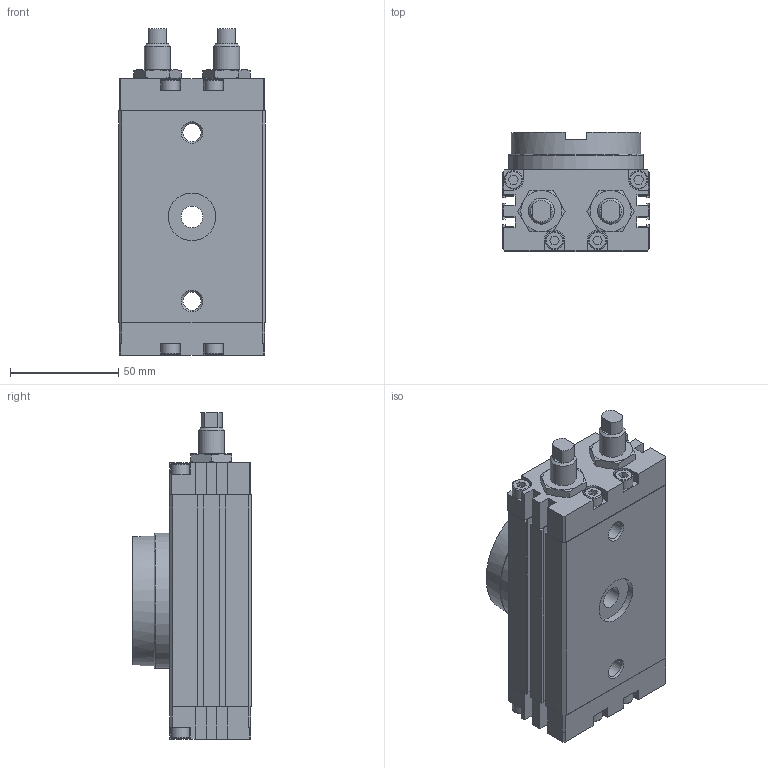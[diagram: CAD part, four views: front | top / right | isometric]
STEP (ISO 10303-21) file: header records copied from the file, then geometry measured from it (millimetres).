
FILE_DESCRIPTION( ( 'STEP AP203' ), '1' );
FILE_NAME( 'MCRB-20-G(0).stp', '2020-07-14T14:28:00', ( 'License CC BY-ND 4.0' ), ( 'CADENAS' ), ' ', 'PARTsolutions', ' ' );
FILE_SCHEMA( ( 'CONFIG_CONTROL_DESIGN' ) );
Length unit declared in the file: millimetre
Products named in the file (4): MCRB-20-G(0); _MRCB-20_(b); _MRCB-20_(r); _MCRB-20_(adjusterbolt)
Assembly tree (4 placements, depth 2):
  MCRB-20-G(0)
    _MRCB-20_(b)
    _MRCB-20_(r)
    _MCRB-20_(adjusterbolt)  x2
Bounding box: 68 x 55 x 151 mm (x, y, z)
Volume: 352296.1 mm3; surface area: 58483.3 mm2
Topology: 4 solids, 4 shells, 411 faces, 1003 edges, 642 vertices
Faces by surface type: plane 308, cylinder 46, cone 42, torus 9, sphere 6
Full cylindrical faces by diameter (mm): 3.242 x2, 4.917 x8, 8.376 x2, 8.5 x8, 8.6 x2, 10 x2, 12 x2, 14 x2, 22 x1, 27 x1, 60 x1, 62.5 x1
Entity records: 10933 total; most frequent: CARTESIAN_POINT 1979, DIRECTION 1786, ORIENTED_EDGE 1734, EDGE_CURVE 867, LINE 662, VECTOR 662, VERTEX_POINT 595, AXIS2_PLACEMENT_3D 562
